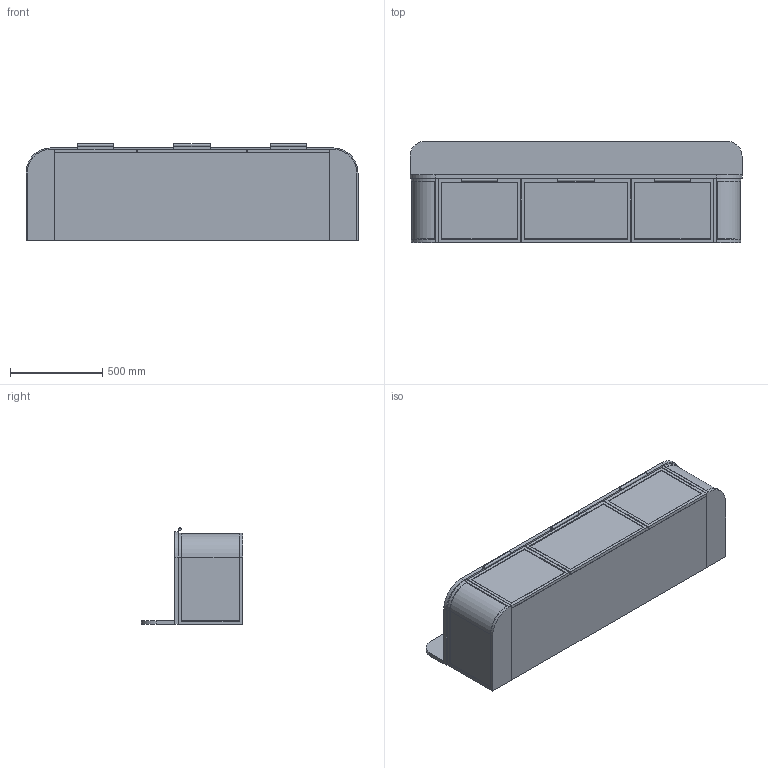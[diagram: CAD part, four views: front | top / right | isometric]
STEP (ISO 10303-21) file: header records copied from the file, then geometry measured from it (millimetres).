
FILE_DESCRIPTION (( 'STEP AP214' ), '1' );
FILE_NAME ('Flo 1800 Double.STEP', '2022-02-22T04:32:53', ( '' ), ( '' ), 'SwSTEP 2.0', 'SolidWorks 2021', '' );
FILE_SCHEMA (( 'AUTOMOTIVE_DESIGN' ));
Length unit declared in the file: millimetre
Products named in the file (7): 1800 Double Benchtop; Waverley End Panel; 1800 Cabinet; Waverley Drawer 595; Waverley Drawer 443; Flo 1800 Double; Francis Handle (draft) 200mm
Assembly tree (10 placements, depth 2):
  Flo 1800 Double
    1800 Cabinet
    Waverley End Panel  x2
    Waverley Drawer 443  x2
    Waverley Drawer 595
    1800 Double Benchtop
    Francis Handle (draft) 200mm  x3
Bounding box: 1796 x 547 x 522.5 mm (x, y, z)
Volume: 104057834.4 mm3; surface area: 8233993.7 mm2
Topology: 11 solids, 11 shells, 195 faces, 460 edges, 288 vertices
Faces by surface type: plane 103, cylinder 78, torus 10, sphere 2, bspline 2
Entity records: 3680 total; most frequent: CARTESIAN_POINT 692, DIRECTION 566, ORIENTED_EDGE 546, EDGE_CURVE 273, LINE 190, VECTOR 190, AXIS2_PLACEMENT_3D 188, VERTEX_POINT 172
